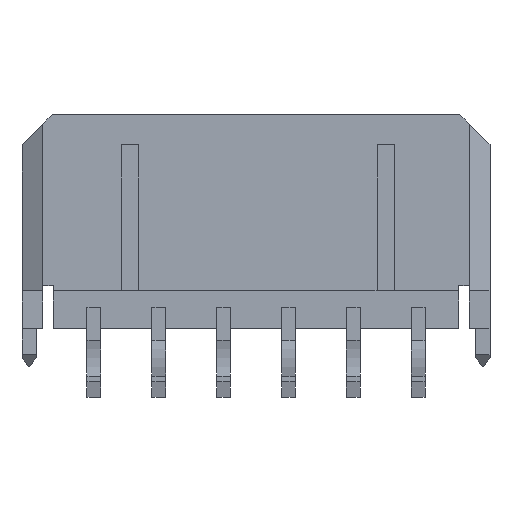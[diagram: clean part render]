
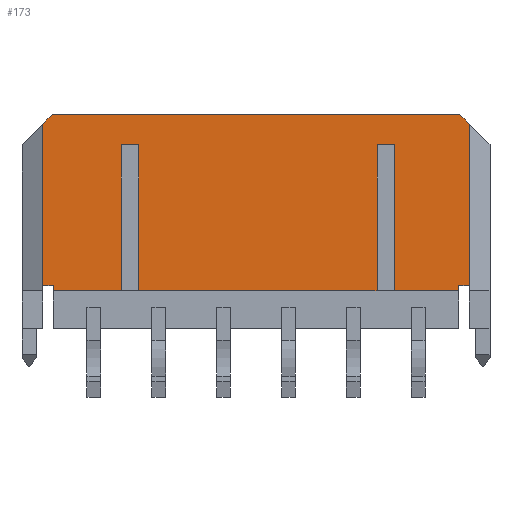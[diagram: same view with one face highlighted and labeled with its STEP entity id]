
A CAD part, top view. The second image highlights one B-rep face of the part: STEP entity #173.
In plain terms, the highlighted planar face has unit normal (0, 0, 1).
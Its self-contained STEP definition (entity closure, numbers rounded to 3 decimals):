
#173=ADVANCED_FACE('',(#540),#541,.T.);
#540=FACE_OUTER_BOUND('',#1060,.T.);
#541=PLANE('',#1061);
#1060=EDGE_LOOP('',(#2218,#2219,#2220,#2221,#2222,#2223,#2224,#2225,#2226,#2227,#2228,#2229,#2230,#2231,#2232,#2233,#2234,#2235));
#1061=AXIS2_PLACEMENT_3D('',#2236,#2237,#2238);
#2218=ORIENTED_EDGE('',*,*,#3829,.F.);
#2219=ORIENTED_EDGE('',*,*,#3830,.T.);
#2220=ORIENTED_EDGE('',*,*,#3831,.F.);
#2221=ORIENTED_EDGE('',*,*,#3832,.T.);
#2222=ORIENTED_EDGE('',*,*,#3833,.T.);
#2223=ORIENTED_EDGE('',*,*,#3834,.T.);
#2224=ORIENTED_EDGE('',*,*,#3835,.F.);
#2225=ORIENTED_EDGE('',*,*,#3836,.T.);
#2226=ORIENTED_EDGE('',*,*,#3837,.T.);
#2227=ORIENTED_EDGE('',*,*,#3838,.T.);
#2228=ORIENTED_EDGE('',*,*,#3839,.F.);
#2229=ORIENTED_EDGE('',*,*,#3840,.T.);
#2230=ORIENTED_EDGE('',*,*,#3841,.T.);
#2231=ORIENTED_EDGE('',*,*,#3842,.T.);
#2232=ORIENTED_EDGE('',*,*,#3843,.F.);
#2233=ORIENTED_EDGE('',*,*,#3844,.T.);
#2234=ORIENTED_EDGE('',*,*,#3845,.T.);
#2235=ORIENTED_EDGE('',*,*,#3828,.F.);
#2236=CARTESIAN_POINT('',(-10.82,4.95,1.97));
#2237=DIRECTION('',(0.0,0.0,1.0));
#2238=DIRECTION('',(1.0,0.0,0.0));
#3828=EDGE_CURVE('',#4790,#4793,#4795,.T.);
#3829=EDGE_CURVE('',#4796,#4790,#4797,.T.);
#3830=EDGE_CURVE('',#4796,#4798,#4799,.T.);
#3831=EDGE_CURVE('',#4800,#4798,#4801,.T.);
#3832=EDGE_CURVE('',#4800,#4802,#4803,.T.);
#3833=EDGE_CURVE('',#4802,#4804,#4805,.T.);
#3834=EDGE_CURVE('',#4804,#4806,#4807,.T.);
#3835=EDGE_CURVE('',#4808,#4806,#4809,.T.);
#3836=EDGE_CURVE('',#4808,#4810,#4811,.T.);
#3837=EDGE_CURVE('',#4810,#4812,#4813,.T.);
#3838=EDGE_CURVE('',#4812,#4814,#4815,.T.);
#3839=EDGE_CURVE('',#4816,#4814,#4817,.T.);
#3840=EDGE_CURVE('',#4816,#4818,#4819,.T.);
#3841=EDGE_CURVE('',#4818,#4820,#4821,.T.);
#3842=EDGE_CURVE('',#4820,#4822,#4823,.T.);
#3843=EDGE_CURVE('',#4824,#4822,#4825,.T.);
#3844=EDGE_CURVE('',#4824,#4826,#4827,.T.);
#3845=EDGE_CURVE('',#4826,#4793,#4828,.T.);
#4790=VERTEX_POINT('',#6219);
#4793=VERTEX_POINT('',#6224);
#4795=LINE('',#6227,#6228);
#4796=VERTEX_POINT('',#6229);
#4797=LINE('',#6230,#6231);
#4798=VERTEX_POINT('',#6232);
#4799=LINE('',#6233,#6234);
#4800=VERTEX_POINT('',#6235);
#4801=LINE('',#6236,#6237);
#4802=VERTEX_POINT('',#6238);
#4803=LINE('',#6239,#6240);
#4804=VERTEX_POINT('',#6241);
#4805=LINE('',#6242,#6243);
#4806=VERTEX_POINT('',#6244);
#4807=LINE('',#6245,#6246);
#4808=VERTEX_POINT('',#6247);
#4809=LINE('',#6248,#6249);
#4810=VERTEX_POINT('',#6250);
#4811=LINE('',#6251,#6252);
#4812=VERTEX_POINT('',#6253);
#4813=LINE('',#6254,#6255);
#4814=VERTEX_POINT('',#6256);
#4815=LINE('',#6257,#6258);
#4816=VERTEX_POINT('',#6259);
#4817=LINE('',#6260,#6261);
#4818=VERTEX_POINT('',#6262);
#4819=LINE('',#6263,#6264);
#4820=VERTEX_POINT('',#6265);
#4821=LINE('',#6266,#6267);
#4822=VERTEX_POINT('',#6268);
#4823=LINE('',#6269,#6270);
#4824=VERTEX_POINT('',#6271);
#4825=LINE('',#6272,#6273);
#4826=VERTEX_POINT('',#6274);
#4827=LINE('',#6275,#6276);
#4828=LINE('',#6277,#6278);
#6219=CARTESIAN_POINT('',(9.87,-2.95,1.97));
#6224=CARTESIAN_POINT('',(9.37,-2.95,1.97));
#6227=CARTESIAN_POINT('',(9.87,-2.95,1.97));
#6228=VECTOR('',#7425,0.5);
#6229=CARTESIAN_POINT('',(9.87,4.5,1.97));
#6230=CARTESIAN_POINT('',(9.87,4.5,1.97));
#6231=VECTOR('',#7426,7.45);
#6232=CARTESIAN_POINT('',(9.42,4.95,1.97));
#6233=CARTESIAN_POINT('',(9.87,4.5,1.97));
#6234=VECTOR('',#7427,0.636);
#6235=CARTESIAN_POINT('',(-9.42,4.95,1.97));
#6236=CARTESIAN_POINT('',(-9.42,4.95,1.97));
#6237=VECTOR('',#7428,18.84);
#6238=CARTESIAN_POINT('',(-9.87,4.5,1.97));
#6239=CARTESIAN_POINT('',(-9.42,4.95,1.97));
#6240=VECTOR('',#7429,0.636);
#6241=CARTESIAN_POINT('',(-9.87,-2.95,1.97));
#6242=CARTESIAN_POINT('',(-9.87,4.5,1.97));
#6243=VECTOR('',#7430,7.45);
#6244=CARTESIAN_POINT('',(-9.37,-2.95,1.97));
#6245=CARTESIAN_POINT('',(-9.87,-2.95,1.97));
#6246=VECTOR('',#7431,0.5);
#6247=CARTESIAN_POINT('',(-9.37,-3.2,1.97));
#6248=CARTESIAN_POINT('',(-9.37,-3.2,1.97));
#6249=VECTOR('',#7432,0.25);
#6250=CARTESIAN_POINT('',(-6.22,-3.2,1.97));
#6251=CARTESIAN_POINT('',(-9.37,-3.2,1.97));
#6252=VECTOR('',#7433,3.15);
#6253=CARTESIAN_POINT('',(-6.22,3.55,1.97));
#6254=CARTESIAN_POINT('',(-6.22,-3.2,1.97));
#6255=VECTOR('',#7434,6.75);
#6256=CARTESIAN_POINT('',(-5.42,3.55,1.97));
#6257=CARTESIAN_POINT('',(-6.22,3.55,1.97));
#6258=VECTOR('',#7435,0.8);
#6259=CARTESIAN_POINT('',(-5.42,-3.2,1.97));
#6260=CARTESIAN_POINT('',(-5.42,-3.2,1.97));
#6261=VECTOR('',#7436,6.75);
#6262=CARTESIAN_POINT('',(5.595,-3.2,1.97));
#6263=CARTESIAN_POINT('',(-5.42,-3.2,1.97));
#6264=VECTOR('',#7437,11.015);
#6265=CARTESIAN_POINT('',(5.595,3.55,1.97));
#6266=CARTESIAN_POINT('',(5.595,-3.2,1.97));
#6267=VECTOR('',#7438,6.75);
#6268=CARTESIAN_POINT('',(6.395,3.55,1.97));
#6269=CARTESIAN_POINT('',(5.595,3.55,1.97));
#6270=VECTOR('',#7439,0.8);
#6271=CARTESIAN_POINT('',(6.395,-3.2,1.97));
#6272=CARTESIAN_POINT('',(6.395,-3.2,1.97));
#6273=VECTOR('',#7440,6.75);
#6274=CARTESIAN_POINT('',(9.37,-3.2,1.97));
#6275=CARTESIAN_POINT('',(6.395,-3.2,1.97));
#6276=VECTOR('',#7441,2.975);
#6277=CARTESIAN_POINT('',(9.37,-3.2,1.97));
#6278=VECTOR('',#7442,0.25);
#7425=DIRECTION('',(-1.0,0.0,0.0));
#7426=DIRECTION('',(0.0,-1.0,0.0));
#7427=DIRECTION('',(-0.707,0.707,0.0));
#7428=DIRECTION('',(1.0,0.0,0.0));
#7429=DIRECTION('',(-0.707,-0.707,0.0));
#7430=DIRECTION('',(0.0,-1.0,0.0));
#7431=DIRECTION('',(1.0,0.0,0.0));
#7432=DIRECTION('',(0.0,1.0,0.0));
#7433=DIRECTION('',(1.0,0.0,0.0));
#7434=DIRECTION('',(0.0,1.0,0.0));
#7435=DIRECTION('',(1.0,0.0,0.0));
#7436=DIRECTION('',(0.0,1.0,0.0));
#7437=DIRECTION('',(1.0,0.0,0.0));
#7438=DIRECTION('',(0.0,1.0,0.0));
#7439=DIRECTION('',(1.0,0.0,0.0));
#7440=DIRECTION('',(0.0,1.0,0.0));
#7441=DIRECTION('',(1.0,0.0,0.0));
#7442=DIRECTION('',(0.0,1.0,0.0));
